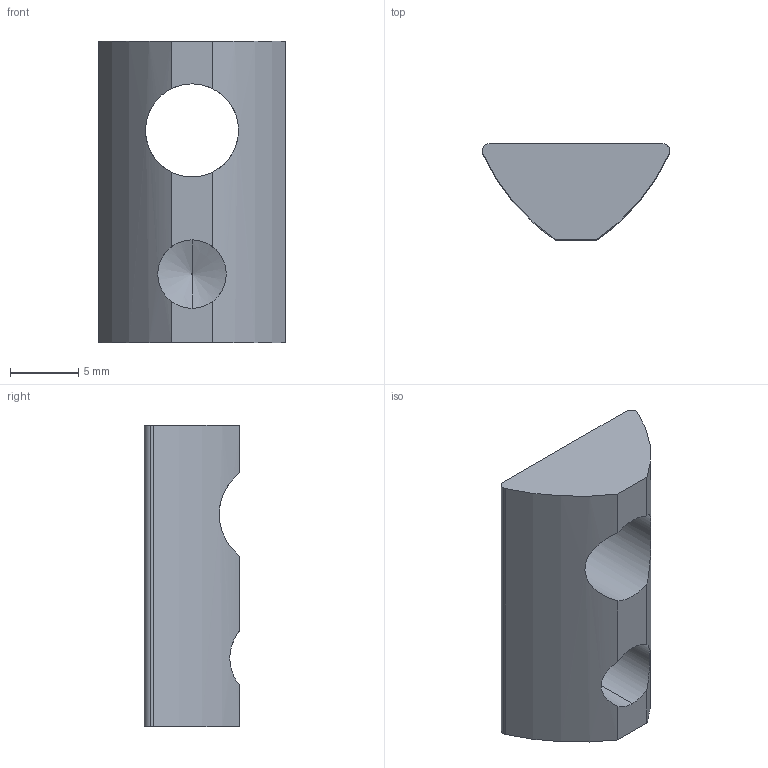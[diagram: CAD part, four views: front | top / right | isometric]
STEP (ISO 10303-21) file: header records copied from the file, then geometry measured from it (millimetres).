
FILE_DESCRIPTION(/* description */ (''),/* implementation_level */ '2;1');
FILE_NAME(/* name */ 'NI-1045_Nutenstein_M8_verzinkt-8.stp',/* time_stamp */ '2020-07-20T12:47:02+02:00',/* author */ ('jmaun'),/* organization */ ('maunsystem'),/* preprocessor_version */ 'ST-DEVELOPER v17',/* originating_system */ 'Autodesk Inventor 2019',/* authorisation */ '');
FILE_SCHEMA (('AUTOMOTIVE_DESIGN { 1 0 10303 214 3 1 1 }'));
Length unit declared in the file: millimetre
Products named in the file (1): NI-1045_Nutenstein_M8_verzinkt-8
Bounding box: 13.7 x 7 x 22 mm (x, y, z)
Volume: 1132.9 mm3; surface area: 1038.6 mm2
Topology: 1 solids, 1 shells, 18 faces, 50 edges, 33 vertices
Faces by surface type: cylinder 8, plane 7, cone 2, torus 1
Full cylindrical faces by diameter (mm): 6.8 x1
Entity records: 709 total; most frequent: CARTESIAN_POINT 163, DIRECTION 108, ORIENTED_EDGE 100, EDGE_CURVE 50, AXIS2_PLACEMENT_3D 44, VERTEX_POINT 33, CIRCLE 25, LINE 20
